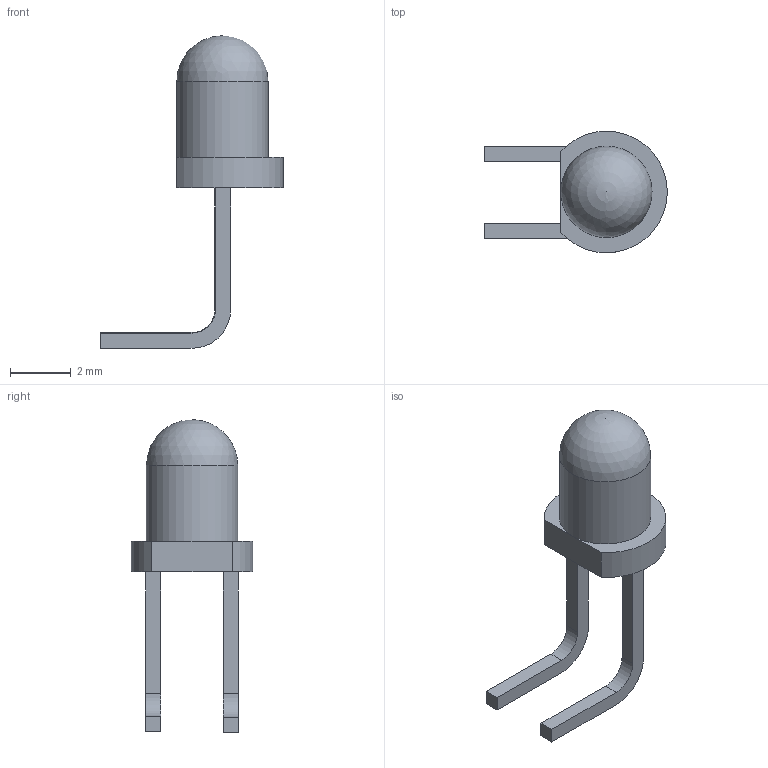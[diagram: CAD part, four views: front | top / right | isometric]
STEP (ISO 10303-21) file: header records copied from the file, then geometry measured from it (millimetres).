
FILE_DESCRIPTION(('STEP AP242'), '1');
FILE_NAME('栖闉罻', '', ('UNSPECIFIED'), ('UNSPECIFIED'), 'ASCON STEP Converter 1.6', 'ASCON Math Kernel', '');
FILE_SCHEMA(('AP242_MANAGED_MODEL_BASED_3D_ENGINEERING_MIM_LF { 1 0 10303 442 1 1 4 }'));
Length unit declared in the file: millimetre
Assembly tree (2 placements, depth 2):
  (unnamed)
    (unnamed)
    (unnamed)
Bounding box: 6 x 4 x 10.27 mm (x, y, z)
Volume: 40.7 mm3; surface area: 101.6 mm2
Topology: 3 solids, 3 shells, 26 faces, 61 edges, 40 vertices
Faces by surface type: plane 19, cylinder 6, sphere 1
Full cylindrical faces by diameter (mm): 3 x1
Entity records: 1127 total; most frequent: DIRECTION 137, CARTESIAN_POINT 130, ORIENTED_EDGE 116, EDGE_CURVE 58, AXIS2_PLACEMENT_3D 46, LINE 45, VECTOR 45, VERTEX_POINT 39
